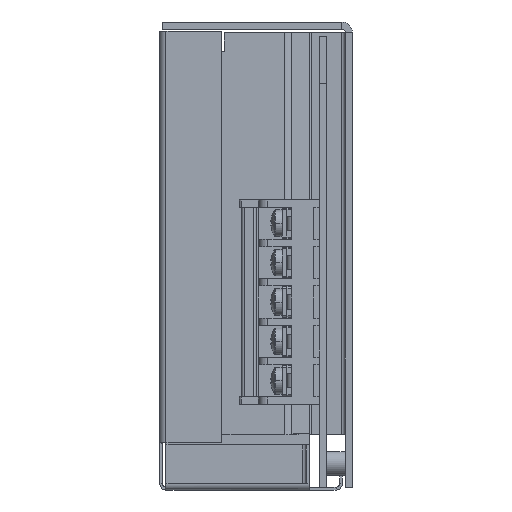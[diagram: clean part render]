
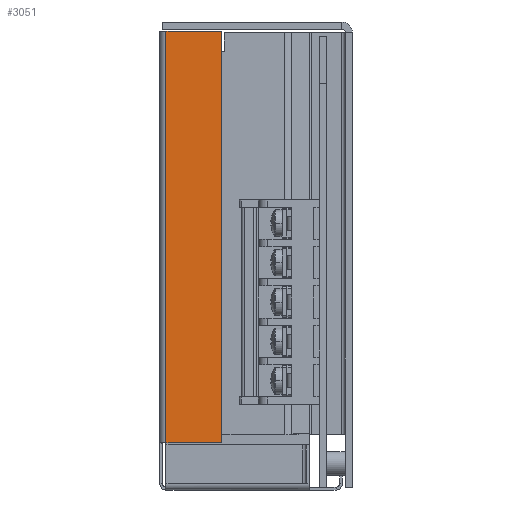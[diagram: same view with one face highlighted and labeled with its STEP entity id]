
A CAD part, left-side view. The second image highlights one B-rep face of the part: STEP entity #3051.
In plain terms, the highlighted planar face has unit normal (-1, 0, 0).
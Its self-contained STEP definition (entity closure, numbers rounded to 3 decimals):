
#573 = AXIS2_PLACEMENT_3D ( 'NONE', #15716, #24176, #4983 ) ;
#1821 = EDGE_LOOP ( 'NONE', ( #4416, #15949, #32347, #19871 ) ) ;
#3051 = ADVANCED_FACE ( 'NONE', ( #32597 ), #29798, .F. ) ;
#4416 = ORIENTED_EDGE ( 'NONE', *, *, #36101, .F. ) ;
#4512 = LINE ( 'NONE', #13585, #33413 ) ;
#4683 = VECTOR ( 'NONE', #8279, 1000. ) ;
#4983 = DIRECTION ( 'NONE',  ( 0., 1., 0. ) ) ;
#5492 = VECTOR ( 'NONE', #27800, 1000. ) ;
#6482 = DIRECTION ( 'NONE',  ( 0., 0., -1. ) ) ;
#7417 = VERTEX_POINT ( 'NONE', #23055 ) ;
#7673 = EDGE_CURVE ( 'NONE', #7417, #18664, #34869, .T. ) ;
#8279 = DIRECTION ( 'NONE',  ( 0., -1., 0. ) ) ;
#9176 = EDGE_CURVE ( 'NONE', #16577, #20871, #4512, .T. ) ;
#13585 = CARTESIAN_POINT ( 'NONE',  ( 0., 0., -10. ) ) ;
#14488 = CARTESIAN_POINT ( 'NONE',  ( 0., 0.737, -10. ) ) ;
#15716 = CARTESIAN_POINT ( 'NONE',  ( 0., 0., 0. ) ) ;
#15949 = ORIENTED_EDGE ( 'NONE', *, *, #9176, .T. ) ;
#16014 = DIRECTION ( 'NONE',  ( 0., 1., 0. ) ) ;
#16577 = VERTEX_POINT ( 'NONE', #14488 ) ;
#18664 = VERTEX_POINT ( 'NONE', #28781 ) ;
#19385 = CARTESIAN_POINT ( 'NONE',  ( 0., 0., -96.6 ) ) ;
#19871 = ORIENTED_EDGE ( 'NONE', *, *, #7673, .T. ) ;
#19898 = LINE ( 'NONE', #35759, #5492 ) ;
#20166 = CARTESIAN_POINT ( 'NONE',  ( 0., 12.4, 0. ) ) ;
#20871 = VERTEX_POINT ( 'NONE', #22809 ) ;
#22809 = CARTESIAN_POINT ( 'NONE',  ( 0., 12.4, -10. ) ) ;
#23055 = CARTESIAN_POINT ( 'NONE',  ( 0., 12.4, -96.6 ) ) ;
#24176 = DIRECTION ( 'NONE',  ( 1., 0., 0. ) ) ;
#26286 = VECTOR ( 'NONE', #6482, 1000. ) ;
#27330 = EDGE_CURVE ( 'NONE', #20871, #7417, #33743, .T. ) ;
#27800 = DIRECTION ( 'NONE',  ( 0., 0., -1. ) ) ;
#28781 = CARTESIAN_POINT ( 'NONE',  ( 0., 0.737, -96.6 ) ) ;
#29798 = PLANE ( 'NONE',  #573 ) ;
#32347 = ORIENTED_EDGE ( 'NONE', *, *, #27330, .T. ) ;
#32597 = FACE_OUTER_BOUND ( 'NONE', #1821, .T. ) ;
#33413 = VECTOR ( 'NONE', #16014, 1000. ) ;
#33743 = LINE ( 'NONE', #20166, #26286 ) ;
#34869 = LINE ( 'NONE', #19385, #4683 ) ;
#35759 = CARTESIAN_POINT ( 'NONE',  ( 0., 0.737, -96.6 ) ) ;
#36101 = EDGE_CURVE ( 'NONE', #16577, #18664, #19898, .T. ) ;
